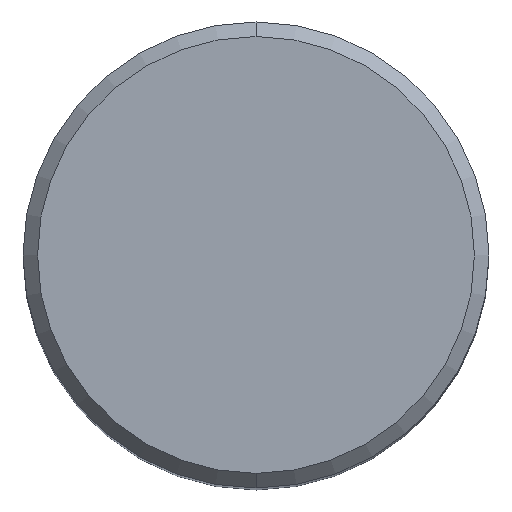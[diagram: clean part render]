
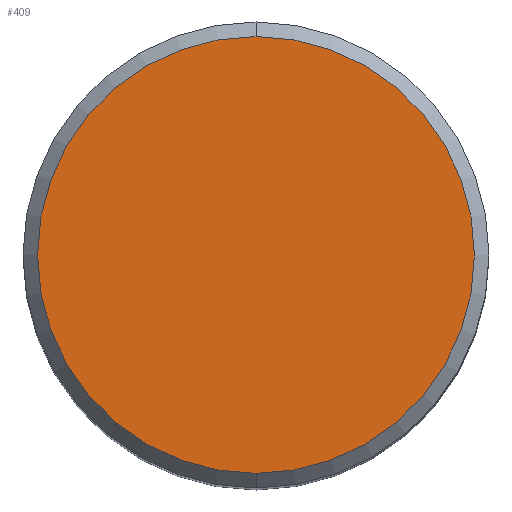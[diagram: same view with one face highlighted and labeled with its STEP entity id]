
A CAD part, top view. The second image highlights one B-rep face of the part: STEP entity #409.
In plain terms, the highlighted planar face has unit normal (0, 0, 1).
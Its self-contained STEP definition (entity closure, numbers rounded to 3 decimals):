
#293=EDGE_CURVE('',#379,#453,#834,.T.);
#379=VERTEX_POINT('',#927);
#395=EDGE_CURVE('',#453,#379,#943,.T.);
#409=ADVANCED_FACE('',(#958),#959,.T.);
#453=VERTEX_POINT('',#1007);
#834=CIRCLE('',#1410,15.0);
#927=CARTESIAN_POINT('',(0.0,15.0,0.0));
#943=CIRCLE('',#1685,15.0);
#958=FACE_OUTER_BOUND('',#1740,.T.);
#959=PLANE('',#1741);
#1007=CARTESIAN_POINT('',(0.,-15.0,0.0));
#1410=AXIS2_PLACEMENT_3D('',#2880,#2881,#2882);
#1685=AXIS2_PLACEMENT_3D('',#2979,#2980,#2981);
#1740=EDGE_LOOP('',(#2996,#2997));
#1741=AXIS2_PLACEMENT_3D('',#2998,#2999,#3000);
#2880=CARTESIAN_POINT('',(0.0,0.0,0.0));
#2881=DIRECTION('',(0.0,0.0,-1.0));
#2882=DIRECTION('',(0.0,1.0,0.0));
#2979=CARTESIAN_POINT('',(0.0,0.0,0.0));
#2980=DIRECTION('',(0.0,0.0,-1.0));
#2981=DIRECTION('',(0.0,1.0,0.0));
#2996=ORIENTED_EDGE('',*,*,#293,.F.);
#2997=ORIENTED_EDGE('',*,*,#395,.F.);
#2998=CARTESIAN_POINT('',(0.0,7.5,0.0));
#2999=DIRECTION('',(-0.0,0.0,1.0));
#3000=DIRECTION('',(0.0,-1.0,0.0));
